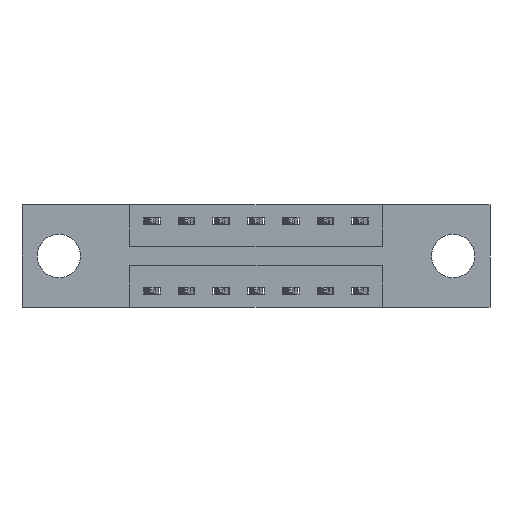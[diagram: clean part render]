
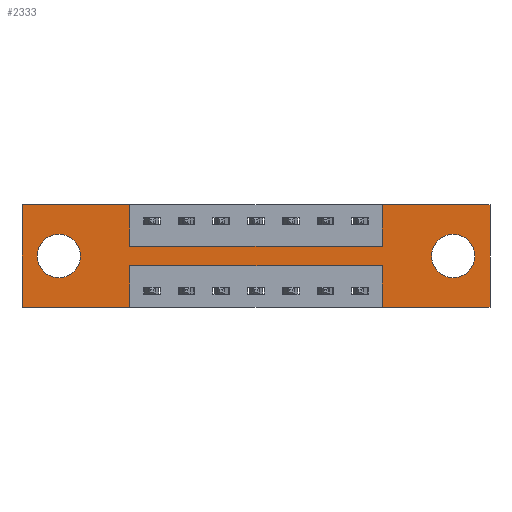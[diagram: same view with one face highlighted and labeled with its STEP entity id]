
A CAD part, front view. The second image highlights one B-rep face of the part: STEP entity #2333.
In plain terms, the highlighted planar face has unit normal (0, -1, 0).
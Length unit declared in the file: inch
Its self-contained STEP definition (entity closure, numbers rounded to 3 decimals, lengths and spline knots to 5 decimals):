
#13 = EDGE_CURVE ( 'NONE', #75, #3265, #8678, .T. ) ;
#52 = EDGE_CURVE ( 'NONE', #6754, #3293, #7604, .T. ) ;
#74 = EDGE_CURVE ( 'NONE', #3596, #2030, #6915, .T. ) ;
#75 = VERTEX_POINT ( 'NONE', #4504 ) ;
#276 = ORIENTED_EDGE ( 'NONE', *, *, #74, .T. ) ;
#404 = CIRCLE ( 'NONE', #1957, 0.078 ) ;
#405 = LINE ( 'NONE', #7334, #3537 ) ;
#420 = CIRCLE ( 'NONE', #8116, 0.078 ) ;
#431 = DIRECTION ( 'NONE',  ( 0., 0., 1. ) ) ;
#634 = ORIENTED_EDGE ( 'NONE', *, *, #7602, .T. ) ;
#721 = VECTOR ( 'NONE', #1491, 39.37008 ) ;
#733 = EDGE_CURVE ( 'NONE', #6979, #2537, #6904, .T. ) ;
#783 = VERTEX_POINT ( 'NONE', #7734 ) ;
#855 = CARTESIAN_POINT ( 'NONE',  ( 0., 0., -0.37 ) ) ;
#872 = ORIENTED_EDGE ( 'NONE', *, *, #3718, .F. ) ;
#1013 = CARTESIAN_POINT ( 'NONE',  ( 0.1325, 0., -0.107 ) ) ;
#1098 = CARTESIAN_POINT ( 'NONE',  ( 1.685, 0., 0. ) ) ;
#1109 = LINE ( 'NONE', #7170, #1310 ) ;
#1310 = VECTOR ( 'NONE', #3469, 39.37008 ) ;
#1389 = VERTEX_POINT ( 'NONE', #2975 ) ;
#1491 = DIRECTION ( 'NONE',  ( 0., 0., 1. ) ) ;
#1519 = LINE ( 'NONE', #1563, #9497 ) ;
#1563 = CARTESIAN_POINT ( 'NONE',  ( 0., 0., 0. ) ) ;
#1652 = EDGE_CURVE ( 'NONE', #783, #6979, #2917, .T. ) ;
#1653 = VERTEX_POINT ( 'NONE', #3568 ) ;
#1957 = AXIS2_PLACEMENT_3D ( 'NONE', #5798, #9541, #5753 ) ;
#1981 = DIRECTION ( 'NONE',  ( 0., 0., -1. ) ) ;
#1987 = VERTEX_POINT ( 'NONE', #6699 ) ;
#1993 = CARTESIAN_POINT ( 'NONE',  ( 1.5525, 0., -0.185 ) ) ;
#2030 = VERTEX_POINT ( 'NONE', #3261 ) ;
#2163 = ORIENTED_EDGE ( 'NONE', *, *, #52, .F. ) ;
#2183 = VECTOR ( 'NONE', #6871, 39.37008 ) ;
#2223 = LINE ( 'NONE', #7453, #4958 ) ;
#2235 = VECTOR ( 'NONE', #1981, 39.37008 ) ;
#2333 = ADVANCED_FACE ( 'NONE', ( #5462, #2475, #2574 ), #7661, .T. ) ;
#2358 = VERTEX_POINT ( 'NONE', #1098 ) ;
#2365 = LINE ( 'NONE', #3904, #2548 ) ;
#2429 = CIRCLE ( 'NONE', #9202, 0.078 ) ;
#2475 = FACE_BOUND ( 'NONE', #4608, .T. ) ;
#2537 = VERTEX_POINT ( 'NONE', #5505 ) ;
#2548 = VECTOR ( 'NONE', #5401, 39.37008 ) ;
#2574 = FACE_OUTER_BOUND ( 'NONE', #8323, .T. ) ;
#2769 = DIRECTION ( 'NONE',  ( 0., 0., 1. ) ) ;
#2917 = LINE ( 'NONE', #7463, #8334 ) ;
#2975 = CARTESIAN_POINT ( 'NONE',  ( 0.3875, 0., 0. ) ) ;
#2997 = AXIS2_PLACEMENT_3D ( 'NONE', #5501, #6276, #8491 ) ;
#3133 = ORIENTED_EDGE ( 'NONE', *, *, #733, .F. ) ;
#3261 = CARTESIAN_POINT ( 'NONE',  ( 0.1325, 0., -0.263 ) ) ;
#3265 = VERTEX_POINT ( 'NONE', #4167 ) ;
#3291 = ORIENTED_EDGE ( 'NONE', *, *, #6954, .F. ) ;
#3293 = VERTEX_POINT ( 'NONE', #6548 ) ;
#3317 = CARTESIAN_POINT ( 'NONE',  ( 1.685, 0., -0.37 ) ) ;
#3409 = ORIENTED_EDGE ( 'NONE', *, *, #8128, .F. ) ;
#3437 = VECTOR ( 'NONE', #7003, 39.37008 ) ;
#3469 = DIRECTION ( 'NONE',  ( 1., 0., 0. ) ) ;
#3514 = CARTESIAN_POINT ( 'NONE',  ( 0.1325, 0., -0.185 ) ) ;
#3520 = ORIENTED_EDGE ( 'NONE', *, *, #5333, .F. ) ;
#3537 = VECTOR ( 'NONE', #6605, 39.37008 ) ;
#3568 = CARTESIAN_POINT ( 'NONE',  ( 0., 0., 0. ) ) ;
#3596 = VERTEX_POINT ( 'NONE', #1013 ) ;
#3709 = LINE ( 'NONE', #6771, #721 ) ;
#3718 = EDGE_CURVE ( 'NONE', #2358, #6754, #5544, .T. ) ;
#3904 = CARTESIAN_POINT ( 'NONE',  ( 0.3875, 0., 0. ) ) ;
#4167 = CARTESIAN_POINT ( 'NONE',  ( 1.2975, 0., 0. ) ) ;
#4309 = CARTESIAN_POINT ( 'NONE',  ( 1.2975, 0., 0. ) ) ;
#4351 = EDGE_CURVE ( 'NONE', #1653, #1389, #1519, .T. ) ;
#4367 = CARTESIAN_POINT ( 'NONE',  ( 1.5525, 0., -0.107 ) ) ;
#4504 = CARTESIAN_POINT ( 'NONE',  ( 1.2975, 0., -0.15 ) ) ;
#4608 = EDGE_LOOP ( 'NONE', ( #276, #5860 ) ) ;
#4958 = VECTOR ( 'NONE', #9724, 39.37008 ) ;
#4961 = VECTOR ( 'NONE', #8133, 39.37008 ) ;
#5023 = DIRECTION ( 'NONE',  ( 0., 1., 0. ) ) ;
#5070 = ORIENTED_EDGE ( 'NONE', *, *, #7721, .T. ) ;
#5210 = DIRECTION ( 'NONE',  ( 0., 1., 0. ) ) ;
#5214 = VERTEX_POINT ( 'NONE', #4367 ) ;
#5333 = EDGE_CURVE ( 'NONE', #1389, #5971, #2365, .T. ) ;
#5401 = DIRECTION ( 'NONE',  ( 0., 0., -1. ) ) ;
#5462 = FACE_BOUND ( 'NONE', #5928, .T. ) ;
#5501 = CARTESIAN_POINT ( 'NONE',  ( 0., 0., -0.37 ) ) ;
#5505 = CARTESIAN_POINT ( 'NONE',  ( 0., 0., -0.37 ) ) ;
#5544 = LINE ( 'NONE', #5693, #2235 ) ;
#5624 = CARTESIAN_POINT ( 'NONE',  ( 0.3875, 0., -0.15 ) ) ;
#5693 = CARTESIAN_POINT ( 'NONE',  ( 1.685, 0., 0. ) ) ;
#5753 = DIRECTION ( 'NONE',  ( 0., 0., -1. ) ) ;
#5798 = CARTESIAN_POINT ( 'NONE',  ( 1.5525, 0., -0.185 ) ) ;
#5805 = ORIENTED_EDGE ( 'NONE', *, *, #8597, .F. ) ;
#5829 = CARTESIAN_POINT ( 'NONE',  ( 0.3875, 0., -0.37 ) ) ;
#5860 = ORIENTED_EDGE ( 'NONE', *, *, #7978, .T. ) ;
#5877 = ORIENTED_EDGE ( 'NONE', *, *, #13, .F. ) ;
#5928 = EDGE_LOOP ( 'NONE', ( #5070, #634 ) ) ;
#5965 = LINE ( 'NONE', #8956, #4961 ) ;
#5971 = VERTEX_POINT ( 'NONE', #5624 ) ;
#6086 = ORIENTED_EDGE ( 'NONE', *, *, #4351, .F. ) ;
#6105 = DIRECTION ( 'NONE',  ( 1., 0., 0. ) ) ;
#6276 = DIRECTION ( 'NONE',  ( 0., -1., 0. ) ) ;
#6424 = EDGE_CURVE ( 'NONE', #5971, #75, #1109, .T. ) ;
#6548 = CARTESIAN_POINT ( 'NONE',  ( 1.2975, 0., -0.37 ) ) ;
#6605 = DIRECTION ( 'NONE',  ( 1., 0., 0. ) ) ;
#6672 = DIRECTION ( 'NONE',  ( 0., 0., 1. ) ) ;
#6699 = CARTESIAN_POINT ( 'NONE',  ( 1.5525, 0., -0.263 ) ) ;
#6721 = CARTESIAN_POINT ( 'NONE',  ( 0.1325, 0., -0.185 ) ) ;
#6754 = VERTEX_POINT ( 'NONE', #3317 ) ;
#6771 = CARTESIAN_POINT ( 'NONE',  ( 1.2975, 0., -0.37 ) ) ;
#6834 = VERTEX_POINT ( 'NONE', #7110 ) ;
#6871 = DIRECTION ( 'NONE',  ( -1., 0., 0. ) ) ;
#6904 = LINE ( 'NONE', #7643, #3437 ) ;
#6915 = CIRCLE ( 'NONE', #9095, 0.078 ) ;
#6954 = EDGE_CURVE ( 'NONE', #2537, #1653, #2223, .T. ) ;
#6979 = VERTEX_POINT ( 'NONE', #5829 ) ;
#7003 = DIRECTION ( 'NONE',  ( -1., 0., 0. ) ) ;
#7110 = CARTESIAN_POINT ( 'NONE',  ( 1.2975, 0., -0.22 ) ) ;
#7170 = CARTESIAN_POINT ( 'NONE',  ( 0.3875, 0., -0.15 ) ) ;
#7250 = EDGE_CURVE ( 'NONE', #3265, #2358, #405, .T. ) ;
#7263 = DIRECTION ( 'NONE',  ( 0., 1., 0. ) ) ;
#7334 = CARTESIAN_POINT ( 'NONE',  ( 0., 0., 0. ) ) ;
#7440 = ORIENTED_EDGE ( 'NONE', *, *, #1652, .F. ) ;
#7453 = CARTESIAN_POINT ( 'NONE',  ( 0., 0., 0. ) ) ;
#7463 = CARTESIAN_POINT ( 'NONE',  ( 0.3875, 0., -0.37 ) ) ;
#7602 = EDGE_CURVE ( 'NONE', #1987, #5214, #404, .T. ) ;
#7604 = LINE ( 'NONE', #855, #2183 ) ;
#7643 = CARTESIAN_POINT ( 'NONE',  ( 0., 0., -0.37 ) ) ;
#7661 = PLANE ( 'NONE',  #2997 ) ;
#7721 = EDGE_CURVE ( 'NONE', #5214, #1987, #2429, .T. ) ;
#7734 = CARTESIAN_POINT ( 'NONE',  ( 0.3875, 0., -0.22 ) ) ;
#7978 = EDGE_CURVE ( 'NONE', #2030, #3596, #420, .T. ) ;
#8116 = AXIS2_PLACEMENT_3D ( 'NONE', #3514, #7263, #431 ) ;
#8128 = EDGE_CURVE ( 'NONE', #3293, #6834, #3709, .T. ) ;
#8133 = DIRECTION ( 'NONE',  ( -1., 0., 0. ) ) ;
#8207 = ORIENTED_EDGE ( 'NONE', *, *, #6424, .F. ) ;
#8253 = DIRECTION ( 'NONE',  ( 0., 0., -1. ) ) ;
#8315 = VECTOR ( 'NONE', #2769, 39.37008 ) ;
#8323 = EDGE_LOOP ( 'NONE', ( #7440, #5805, #3409, #2163, #872, #9331, #5877, #8207, #3520, #6086, #3291, #3133 ) ) ;
#8334 = VECTOR ( 'NONE', #8781, 39.37008 ) ;
#8491 = DIRECTION ( 'NONE',  ( 0., 0., -1. ) ) ;
#8597 = EDGE_CURVE ( 'NONE', #6834, #783, #5965, .T. ) ;
#8678 = LINE ( 'NONE', #4309, #8315 ) ;
#8781 = DIRECTION ( 'NONE',  ( 0., 0., -1. ) ) ;
#8956 = CARTESIAN_POINT ( 'NONE',  ( 0.3875, 0., -0.22 ) ) ;
#9095 = AXIS2_PLACEMENT_3D ( 'NONE', #6721, #5210, #6672 ) ;
#9202 = AXIS2_PLACEMENT_3D ( 'NONE', #1993, #5023, #8253 ) ;
#9331 = ORIENTED_EDGE ( 'NONE', *, *, #7250, .F. ) ;
#9497 = VECTOR ( 'NONE', #6105, 39.37008 ) ;
#9541 = DIRECTION ( 'NONE',  ( 0., 1., 0. ) ) ;
#9724 = DIRECTION ( 'NONE',  ( 0., 0., 1. ) ) ;
